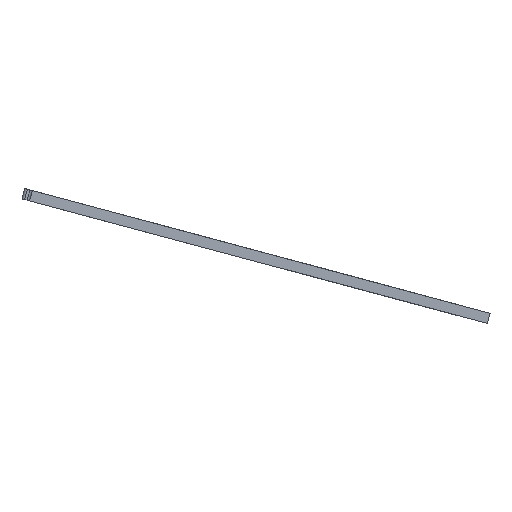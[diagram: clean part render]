
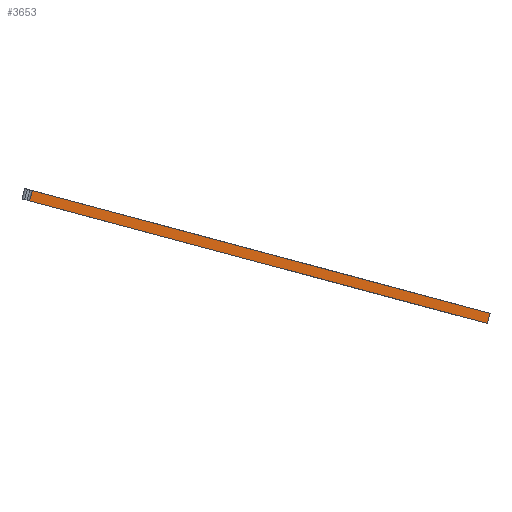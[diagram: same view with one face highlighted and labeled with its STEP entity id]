
A CAD part, front view. The second image highlights one B-rep face of the part: STEP entity #3653.
In plain terms, the highlighted planar face has unit normal (0, -1, 0).
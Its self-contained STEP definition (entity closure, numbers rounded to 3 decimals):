
#253=PLANE('',#3847);
#421=FACE_OUTER_BOUND('',#629,.T.);
#629=EDGE_LOOP('',(#3305,#3306,#3307,#3308));
#685=LINE('',#4735,#1171);
#843=LINE('',#5063,#1329);
#1155=LINE('',#5690,#1641);
#1156=LINE('',#5692,#1642);
#1171=VECTOR('',#3883,10.);
#1329=VECTOR('',#4059,10.);
#1641=VECTOR('',#4687,10.);
#1642=VECTOR('',#4690,10.);
#1669=VERTEX_POINT('',#4732);
#1670=VERTEX_POINT('',#4734);
#1831=VERTEX_POINT('',#5062);
#1988=VERTEX_POINT('',#5688);
#2005=EDGE_CURVE('',#1670,#1669,#685,.T.);
#2169=EDGE_CURVE('',#1670,#1831,#843,.T.);
#2483=EDGE_CURVE('',#1669,#1988,#1155,.T.);
#2484=EDGE_CURVE('',#1831,#1988,#1156,.T.);
#3305=ORIENTED_EDGE('',*,*,#2005,.T.);
#3306=ORIENTED_EDGE('',*,*,#2483,.T.);
#3307=ORIENTED_EDGE('',*,*,#2484,.F.);
#3308=ORIENTED_EDGE('',*,*,#2169,.F.);
#3653=ADVANCED_FACE('',(#421),#253,.T.);
#3847=AXIS2_PLACEMENT_3D('',#5691,#4688,#4689);
#3883=DIRECTION('',(0.966,0.,-0.259));
#4059=DIRECTION('',(0.259,0.,0.966));
#4687=DIRECTION('',(0.259,0.,0.966));
#4688=DIRECTION('center_axis',(0.,-1.,0.));
#4689=DIRECTION('ref_axis',(0.966,0.,-0.259));
#4690=DIRECTION('',(0.966,0.,-0.259));
#4732=CARTESIAN_POINT('',(147.739,-20.269,33.196));
#4734=CARTESIAN_POINT('',(61.578,-20.269,56.282));
#4735=CARTESIAN_POINT('',(61.578,-20.269,56.282));
#5062=CARTESIAN_POINT('',(62.096,-20.269,58.214));
#5063=CARTESIAN_POINT('',(61.578,-20.269,56.282));
#5688=CARTESIAN_POINT('',(148.257,-20.269,35.127));
#5690=CARTESIAN_POINT('',(147.739,-20.269,33.196));
#5691=CARTESIAN_POINT('Origin',(61.578,-20.269,56.282));
#5692=CARTESIAN_POINT('',(62.096,-20.269,58.214));
